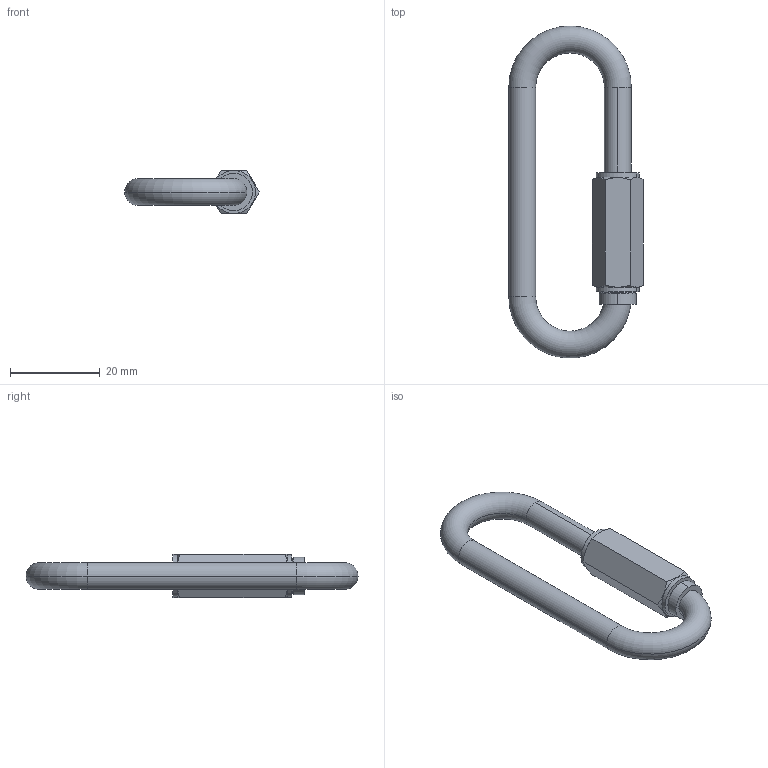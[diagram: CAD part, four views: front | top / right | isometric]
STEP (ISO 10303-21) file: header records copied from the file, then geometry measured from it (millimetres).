
FILE_DESCRIPTION (( 'STEP AP203' ), '1' );
FILE_NAME ('100079006.step', '2017-10-27T13:53:04', ( '' ), ( '' ), 'SwSTEP 2.0', 'SolidWorks 2015', '' );
FILE_SCHEMA (( 'CONFIG_CONTROL_DESIGN' ));
Length unit declared in the file: millimetre
Products named in the file (3): 100079006; 10007800X Teil1_100079006 Teil1; 10007800X Teil2_100079006 Teil2
Assembly tree (2 placements, depth 2):
  100079006
    10007800X Teil1_100079006 Teil1
    10007800X Teil2_100079006 Teil2
Bounding box: 29.96 x 73.97 x 9.8 mm (x, y, z)
Volume: 5589.5 mm3; surface area: 4465 mm2
Topology: 2 solids, 2 shells, 54 faces, 120 edges, 72 vertices
Faces by surface type: cylinder 20, cone 14, plane 12, torus 8
Entity records: 1937 total; most frequent: CARTESIAN_POINT 421, DIRECTION 282, ORIENTED_EDGE 240, AXIS2_PLACEMENT_3D 121, EDGE_CURVE 120, VERTEX_POINT 72, CIRCLE 62, EDGE_LOOP 58
